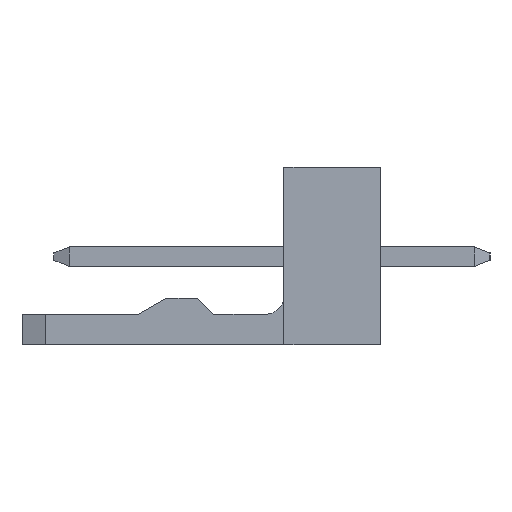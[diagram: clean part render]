
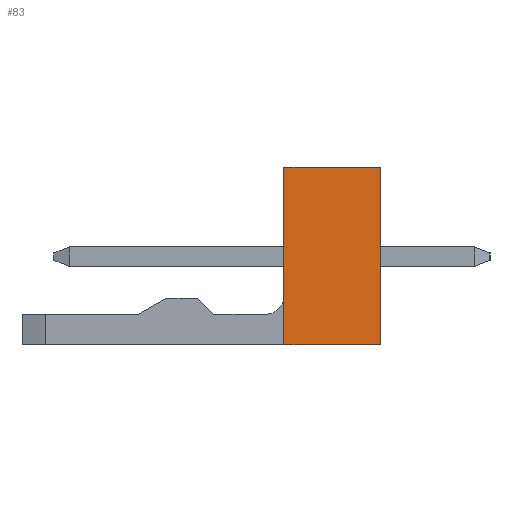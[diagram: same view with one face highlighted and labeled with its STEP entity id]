
A CAD part, left-side view. The second image highlights one B-rep face of the part: STEP entity #83.
In plain terms, the highlighted planar face has unit normal (-1, 0, 0).
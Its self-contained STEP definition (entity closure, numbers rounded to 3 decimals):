
#83=ADVANCED_FACE('',(#630),#631,.F.);
#630=FACE_OUTER_BOUND('',#1750,.T.);
#631=PLANE('',#1751);
#1750=EDGE_LOOP('',(#2870,#2871,#2872,#2873));
#1751=AXIS2_PLACEMENT_3D('',#2874,#2875,#2876);
#2870=ORIENTED_EDGE('',*,*,#7112,.F.);
#2871=ORIENTED_EDGE('',*,*,#7113,.F.);
#2872=ORIENTED_EDGE('',*,*,#7114,.F.);
#2873=ORIENTED_EDGE('',*,*,#7115,.F.);
#2874=CARTESIAN_POINT('',(-19.05,0.0,0.0));
#2875=DIRECTION('',(1.0,0.0,0.0));
#2876=DIRECTION('',(0.0,1.0,0.0));
#7112=EDGE_CURVE('',#8534,#8535,#8536,.T.);
#7113=EDGE_CURVE('',#8537,#8534,#8538,.T.);
#7114=EDGE_CURVE('',#8539,#8537,#8540,.T.);
#7115=EDGE_CURVE('',#8535,#8539,#8541,.T.);
#8534=VERTEX_POINT('',#10714);
#8535=VERTEX_POINT('',#10715);
#8536=LINE('',#10716,#10717);
#8537=VERTEX_POINT('',#10718);
#8538=LINE('',#10719,#10720);
#8539=VERTEX_POINT('',#10721);
#8540=LINE('',#10722,#10723);
#8541=LINE('',#10724,#10725);
#10714=CARTESIAN_POINT('',(-19.05,1.58,-2.9));
#10715=CARTESIAN_POINT('',(-19.05,1.58,2.9));
#10716=CARTESIAN_POINT('',(-19.05,1.58,-2.9));
#10717=VECTOR('',#14222,5.8);
#10718=CARTESIAN_POINT('',(-19.05,-1.58,-2.9));
#10719=CARTESIAN_POINT('',(-19.05,-1.58,-2.9));
#10720=VECTOR('',#14223,3.16);
#10721=CARTESIAN_POINT('',(-19.05,-1.58,2.9));
#10722=CARTESIAN_POINT('',(-19.05,-1.58,2.9));
#10723=VECTOR('',#14224,5.8);
#10724=CARTESIAN_POINT('',(-19.05,1.58,2.9));
#10725=VECTOR('',#14225,3.16);
#14222=DIRECTION('',(0.0,0.0,1.0));
#14223=DIRECTION('',(0.0,1.0,0.0));
#14224=DIRECTION('',(0.0,0.0,-1.0));
#14225=DIRECTION('',(0.0,-1.0,0.0));
